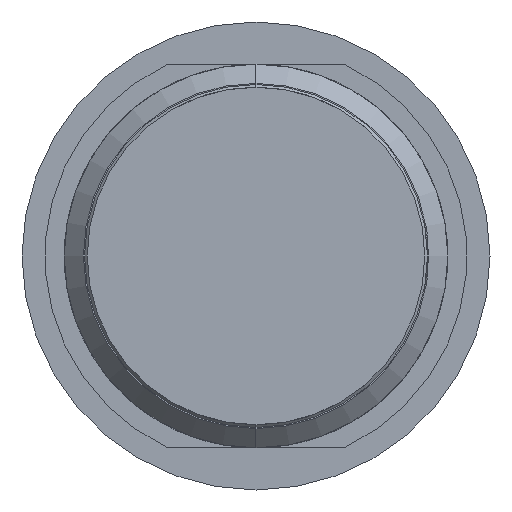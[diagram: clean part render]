
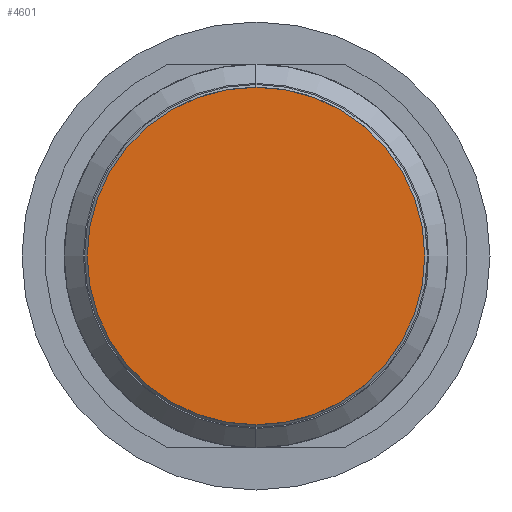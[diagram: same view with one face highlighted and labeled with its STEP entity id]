
A CAD part, front view. The second image highlights one B-rep face of the part: STEP entity #4601.
In plain terms, the highlighted planar face has unit normal (0, -1, 0).
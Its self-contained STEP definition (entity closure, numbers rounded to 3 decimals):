
#91 = EDGE_CURVE ( 'Defeature ausgef�hrt1_15+Defeature ausgef�hrt1_22+Defeature ausgef�hrt1_22+Defeature ausgef�hrt1_22', #1264, #5842, #2805, .T. ) ;
#166 = DIRECTION ( 'NONE',  ( -1., 0., 0. ) ) ;
#254 = EDGE_LOOP ( 'NONE', ( #5082, #6211 ) ) ;
#1264 = VERTEX_POINT ( 'NONE', #4412 ) ;
#1372 = DIRECTION ( 'NONE',  ( 0., 1., 0. ) ) ;
#1601 = CARTESIAN_POINT ( 'NONE',  ( 2.2, 0., 0. ) ) ;
#2133 = DIRECTION ( 'NONE',  ( 0., -1., 0. ) ) ;
#2785 = DIRECTION ( 'NONE',  ( -1., 0., 0. ) ) ;
#2805 = CIRCLE ( 'NONE', #3139, 2.2 ) ;
#3139 = AXIS2_PLACEMENT_3D ( 'NONE', #3851, #5813, #2785 ) ;
#3166 = AXIS2_PLACEMENT_3D ( 'NONE', #5329, #1372, #4847 ) ;
#3396 = PLANE ( 'NONE',  #3166 ) ;
#3632 = CARTESIAN_POINT ( 'NONE',  ( 0., 0., 0. ) ) ;
#3851 = CARTESIAN_POINT ( 'NONE',  ( 0., 0., 0. ) ) ;
#4412 = CARTESIAN_POINT ( 'NONE',  ( -2.2, 0., 0. ) ) ;
#4481 = EDGE_CURVE ( 'Defeature ausgef�hrt1_15+Defeature ausgef�hrt1_22+Defeature ausgef�hrt1_22+Defeature ausgef�hrt1_22', #5842, #1264, #5931, .T. ) ;
#4601 = ADVANCED_FACE ( 'Defeature ausgef�hrt1_15', ( #4623 ), #3396, .F. ) ;
#4623 = FACE_OUTER_BOUND ( 'NONE', #254, .T. ) ;
#4847 = DIRECTION ( 'NONE',  ( 1., 0., 0. ) ) ;
#5082 = ORIENTED_EDGE ( 'NONE', *, *, #91, .T. ) ;
#5329 = CARTESIAN_POINT ( 'NONE',  ( 0., 0., -1.9 ) ) ;
#5813 = DIRECTION ( 'NONE',  ( 0., -1., 0. ) ) ;
#5842 = VERTEX_POINT ( 'NONE', #1601 ) ;
#5931 = CIRCLE ( 'NONE', #6312, 2.2 ) ;
#6211 = ORIENTED_EDGE ( 'NONE', *, *, #4481, .T. ) ;
#6312 = AXIS2_PLACEMENT_3D ( 'NONE', #3632, #2133, #166 ) ;
